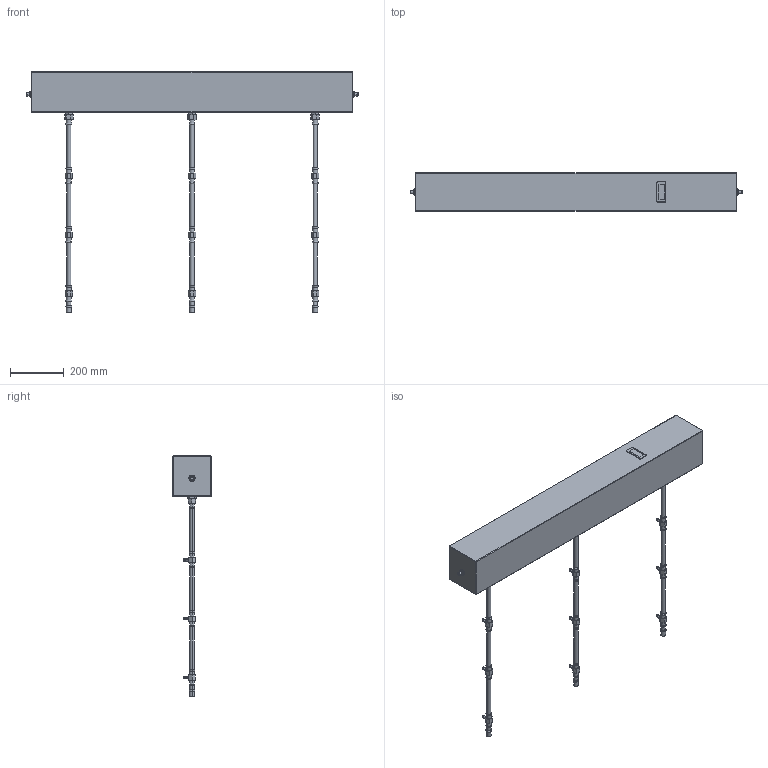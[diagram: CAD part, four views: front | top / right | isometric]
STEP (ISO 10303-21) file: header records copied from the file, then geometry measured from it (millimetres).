
FILE_DESCRIPTION((''),'2;1');
FILE_NAME('INGOMBRI_RACH_1200','2024-07-02T',('mcortina'),(''),'CREO PARAMETRIC BY PTC INC, 2016050','CREO PARAMETRIC BY PTC INC, 2016050','');
FILE_SCHEMA(('AUTOMOTIVE_DESIGN { 1 0 10303 214 1 1 1 1 }'));
Length unit declared in the file: millimetre
Products named in the file (1): INGOMBRI_RACH_1200
Bounding box: 1240.2 x 143 x 903 mm (x, y, z)
Volume: 26640703.9 mm3; surface area: 892608.3 mm2
Topology: 1 solids, 2 shells, 581 faces, 1977 edges, 2194 vertices
Faces by surface type: cylinder 240, plane 223, torus 64, cone 46, sphere 8
Entity records: 22886 total; most frequent: CARTESIAN_POINT 6274, DIRECTION 3031, ORIENTED_EDGE 2564, EDGE_CURVE 1282, AXIS2_PLACEMENT_3D 1191, VERTEX_POINT 804, B_SPLINE_CURVE_WITH_KNOTS 726, CURVE_STYLE 703
